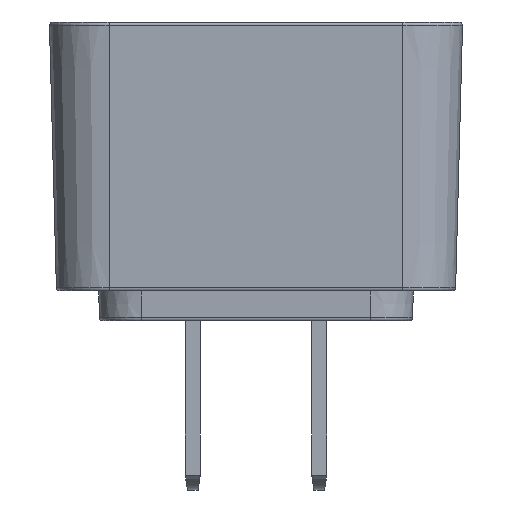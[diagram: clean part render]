
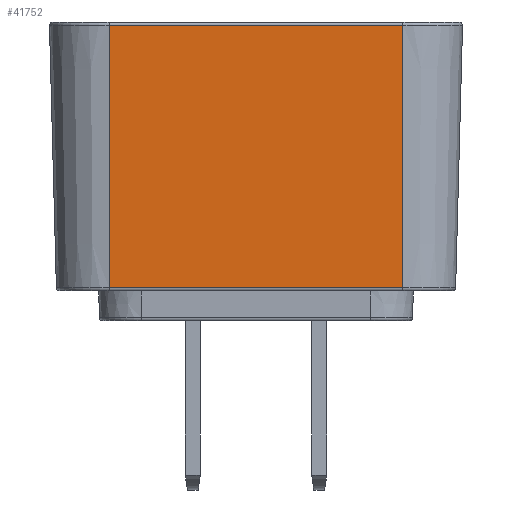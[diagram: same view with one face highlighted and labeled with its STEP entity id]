
A CAD part, left-side view. The second image highlights one B-rep face of the part: STEP entity #41752.
In plain terms, the highlighted face is planar.
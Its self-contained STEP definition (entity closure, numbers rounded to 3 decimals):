
#2355 = CARTESIAN_POINT ( 'NONE',  ( 16.021, -14.75, -26.692 ) ) ;
#3078 = VECTOR ( 'NONE', #41641, 1000. ) ;
#5053 = EDGE_CURVE ( 'NONE', #38881, #27591, #6791, .T. ) ;
#5268 = CARTESIAN_POINT ( 'NONE',  ( 16.029, -14.75, -27. ) ) ;
#6791 = LINE ( 'NONE', #14399, #9246 ) ;
#7577 = VECTOR ( 'NONE', #38506, 1000. ) ;
#8024 = FACE_OUTER_BOUND ( 'NONE', #33175, .T. ) ;
#9246 = VECTOR ( 'NONE', #37179, 1000. ) ;
#9491 = LINE ( 'NONE', #34636, #16599 ) ;
#10379 = CARTESIAN_POINT ( 'NONE',  ( 16.021, 14.75, -26.692 ) ) ;
#14308 = EDGE_CURVE ( 'NONE', #21291, #28745, #34808, .T. ) ;
#14399 = CARTESIAN_POINT ( 'NONE',  ( 16.029, 14.75, -27. ) ) ;
#14953 = PLANE ( 'NONE',  #16330 ) ;
#16330 = AXIS2_PLACEMENT_3D ( 'NONE', #5268, #27589, #21844 ) ;
#16599 = VECTOR ( 'NONE', #27740, 1000. ) ;
#17871 = ORIENTED_EDGE ( 'NONE', *, *, #31563, .T. ) ;
#18779 = ORIENTED_EDGE ( 'NONE', *, *, #14308, .F. ) ;
#19087 = CARTESIAN_POINT ( 'NONE',  ( 15.329, -14.75, -0.292 ) ) ;
#21172 = LINE ( 'NONE', #19087, #7577 ) ;
#21291 = VERTEX_POINT ( 'NONE', #2355 ) ;
#21844 = DIRECTION ( 'NONE',  ( 0.026, 0., -1. ) ) ;
#23258 = ORIENTED_EDGE ( 'NONE', *, *, #41746, .T. ) ;
#27589 = DIRECTION ( 'NONE',  ( 1., 0., 0.026 ) ) ;
#27591 = VERTEX_POINT ( 'NONE', #35430 ) ;
#27740 = DIRECTION ( 'NONE',  ( 0., 1., 0. ) ) ;
#28745 = VERTEX_POINT ( 'NONE', #41458 ) ;
#31563 = EDGE_CURVE ( 'NONE', #27591, #28745, #21172, .T. ) ;
#31680 = ORIENTED_EDGE ( 'NONE', *, *, #5053, .T. ) ;
#33175 = EDGE_LOOP ( 'NONE', ( #18779, #23258, #31680, #17871 ) ) ;
#34636 = CARTESIAN_POINT ( 'NONE',  ( 16.021, -14.75, -26.692 ) ) ;
#34808 = LINE ( 'NONE', #38390, #3078 ) ;
#35430 = CARTESIAN_POINT ( 'NONE',  ( 15.329, 14.75, -0.292 ) ) ;
#37179 = DIRECTION ( 'NONE',  ( -0.026, 0., 1. ) ) ;
#38390 = CARTESIAN_POINT ( 'NONE',  ( 16.029, -14.75, -27. ) ) ;
#38506 = DIRECTION ( 'NONE',  ( 0., -1., 0. ) ) ;
#38881 = VERTEX_POINT ( 'NONE', #10379 ) ;
#41458 = CARTESIAN_POINT ( 'NONE',  ( 15.329, -14.75, -0.292 ) ) ;
#41641 = DIRECTION ( 'NONE',  ( -0.026, 0., 1. ) ) ;
#41746 = EDGE_CURVE ( 'NONE', #21291, #38881, #9491, .T. ) ;
#41752 = ADVANCED_FACE ( 'NONE', ( #8024 ), #14953, .T. ) ;
